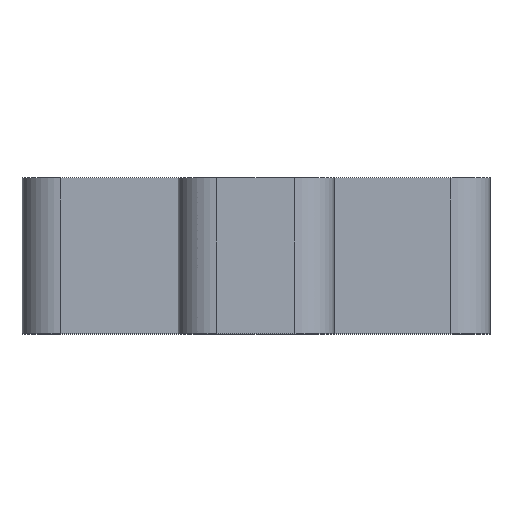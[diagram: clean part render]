
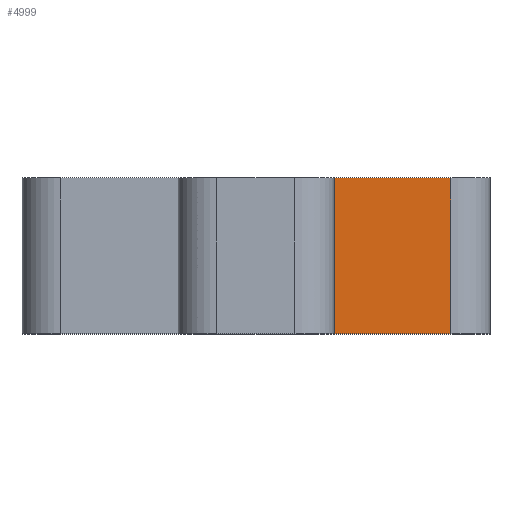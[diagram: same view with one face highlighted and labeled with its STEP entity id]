
A CAD part, top view. The second image highlights one B-rep face of the part: STEP entity #4999.
In plain terms, the highlighted planar face has unit normal (0, 0, 1).
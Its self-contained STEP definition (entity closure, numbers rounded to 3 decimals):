
#123=LINE('',#7176,#747);
#124=LINE('',#7179,#748);
#125=LINE('',#7181,#749);
#126=LINE('',#7183,#750);
#747=VECTOR('',#5732,1000.);
#748=VECTOR('',#5733,1000.);
#749=VECTOR('',#5734,1000.);
#750=VECTOR('',#5735,1000.);
#1380=ORIENTED_EDGE('',*,*,#2884,.F.);
#1381=ORIENTED_EDGE('',*,*,#2885,.F.);
#1382=ORIENTED_EDGE('',*,*,#2886,.F.);
#1383=ORIENTED_EDGE('',*,*,#2887,.F.);
#2884=EDGE_CURVE('',#3636,#3637,#123,.T.);
#2885=EDGE_CURVE('',#3638,#3636,#124,.T.);
#2886=EDGE_CURVE('',#3639,#3638,#125,.T.);
#2887=EDGE_CURVE('',#3637,#3639,#126,.T.);
#3636=VERTEX_POINT('',#7177);
#3637=VERTEX_POINT('',#7178);
#3638=VERTEX_POINT('',#7180);
#3639=VERTEX_POINT('',#7182);
#4225=EDGE_LOOP('',(#1380,#1381,#1382,#1383));
#4513=FACE_BOUND('',#4225,.T.);
#4799=PLANE('',#5285);
#4999=ADVANCED_FACE('',(#4513),#4799,.T.);
#5285=AXIS2_PLACEMENT_3D('',#7175,#5730,#5731);
#5730=DIRECTION('',(0.,0.,1.));
#5731=DIRECTION('',(1.,0.,0.));
#5732=DIRECTION('',(0.,1.,0.));
#5733=DIRECTION('',(-1.,0.,0.));
#5734=DIRECTION('',(0.,-1.,0.));
#5735=DIRECTION('',(1.,0.,0.));
#7175=CARTESIAN_POINT('',(15.,10.,5.));
#7176=CARTESIAN_POINT('',(5.,10.,5.));
#7177=CARTESIAN_POINT('',(5.,0.,5.));
#7178=CARTESIAN_POINT('',(5.,10.,5.));
#7179=CARTESIAN_POINT('',(0.,0.,5.));
#7180=CARTESIAN_POINT('',(12.5,0.,5.));
#7181=CARTESIAN_POINT('',(12.5,10.,5.));
#7182=CARTESIAN_POINT('',(12.5,10.,5.));
#7183=CARTESIAN_POINT('',(15.,10.,5.));
